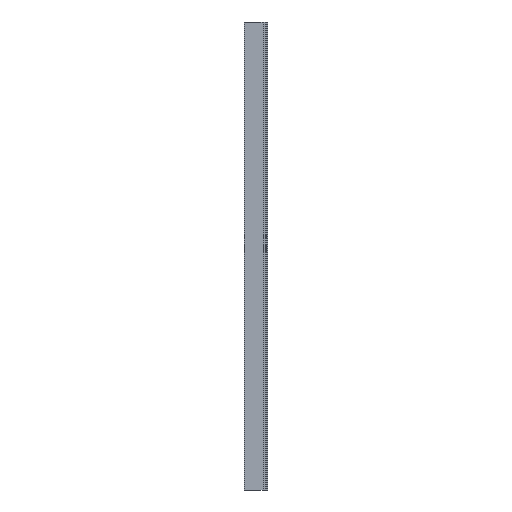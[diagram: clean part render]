
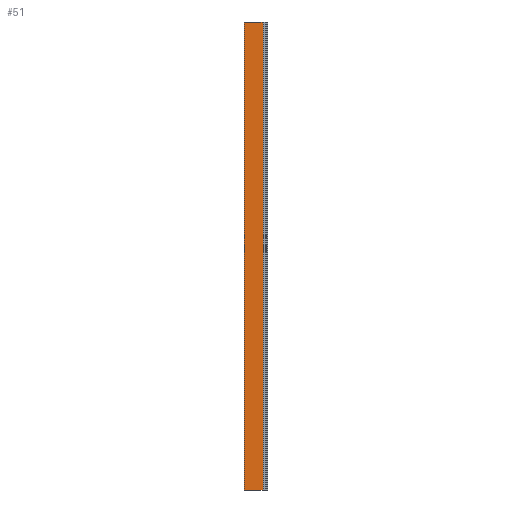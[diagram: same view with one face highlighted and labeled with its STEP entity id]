
A CAD part, left-side view. The second image highlights one B-rep face of the part: STEP entity #51.
In plain terms, the highlighted planar face has unit normal (-1, -0.025, 0).
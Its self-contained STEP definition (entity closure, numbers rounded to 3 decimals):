
#30 = LINE ( 'NONE', #1837, #747 ) ;
#51 = ADVANCED_FACE ( 'NONE', ( #932 ), #1652, .F. ) ;
#62 = CARTESIAN_POINT ( 'NONE',  ( -3., 40., 0. ) ) ;
#167 = LINE ( 'NONE', #1894, #1199 ) ;
#241 = CARTESIAN_POINT ( 'NONE',  ( -2., 0., -40.447 ) ) ;
#430 = ORIENTED_EDGE ( 'NONE', *, *, #1358, .T. ) ;
#514 = CARTESIAN_POINT ( 'NONE',  ( -2., 0., 1000. ) ) ;
#702 = EDGE_CURVE ( 'NONE', #1996, #937, #30, .T. ) ;
#720 = VERTEX_POINT ( 'NONE', #514 ) ;
#721 = ORIENTED_EDGE ( 'NONE', *, *, #702, .F. ) ;
#747 = VECTOR ( 'NONE', #1309, 1000. ) ;
#863 = DIRECTION ( 'NONE',  ( 1., 0.025, 0. ) ) ;
#895 = EDGE_CURVE ( 'NONE', #720, #1996, #1694, .T. ) ;
#920 = LINE ( 'NONE', #1753, #1976 ) ;
#932 = FACE_OUTER_BOUND ( 'NONE', #1151, .T. ) ;
#937 = VERTEX_POINT ( 'NONE', #62 ) ;
#947 = CARTESIAN_POINT ( 'NONE',  ( -3., 40., 1000. ) ) ;
#952 = DIRECTION ( 'NONE',  ( 0., 0., -1. ) ) ;
#1124 = CARTESIAN_POINT ( 'NONE',  ( -2., 0., 0. ) ) ;
#1151 = EDGE_LOOP ( 'NONE', ( #1243, #1583, #430, #721 ) ) ;
#1199 = VECTOR ( 'NONE', #952, 1000. ) ;
#1243 = ORIENTED_EDGE ( 'NONE', *, *, #895, .F. ) ;
#1268 = EDGE_CURVE ( 'NONE', #720, #1566, #920, .T. ) ;
#1302 = AXIS2_PLACEMENT_3D ( 'NONE', #241, #863, #1958 ) ;
#1309 = DIRECTION ( 'NONE',  ( -0.025, 1., 0. ) ) ;
#1358 = EDGE_CURVE ( 'NONE', #1566, #937, #167, .T. ) ;
#1435 = CARTESIAN_POINT ( 'NONE',  ( -2., 0., -40.447 ) ) ;
#1442 = DIRECTION ( 'NONE',  ( -0.025, 1., 0. ) ) ;
#1550 = VECTOR ( 'NONE', #1880, 1000. ) ;
#1566 = VERTEX_POINT ( 'NONE', #947 ) ;
#1583 = ORIENTED_EDGE ( 'NONE', *, *, #1268, .T. ) ;
#1652 = PLANE ( 'NONE',  #1302 ) ;
#1694 = LINE ( 'NONE', #1435, #1550 ) ;
#1753 = CARTESIAN_POINT ( 'NONE',  ( -2., 0., 1000. ) ) ;
#1837 = CARTESIAN_POINT ( 'NONE',  ( -2., 0., 0. ) ) ;
#1880 = DIRECTION ( 'NONE',  ( 0., 0., -1. ) ) ;
#1894 = CARTESIAN_POINT ( 'NONE',  ( -3., 40., -40.447 ) ) ;
#1958 = DIRECTION ( 'NONE',  ( -0.025, 1., 0. ) ) ;
#1976 = VECTOR ( 'NONE', #1442, 1000. ) ;
#1996 = VERTEX_POINT ( 'NONE', #1124 ) ;
